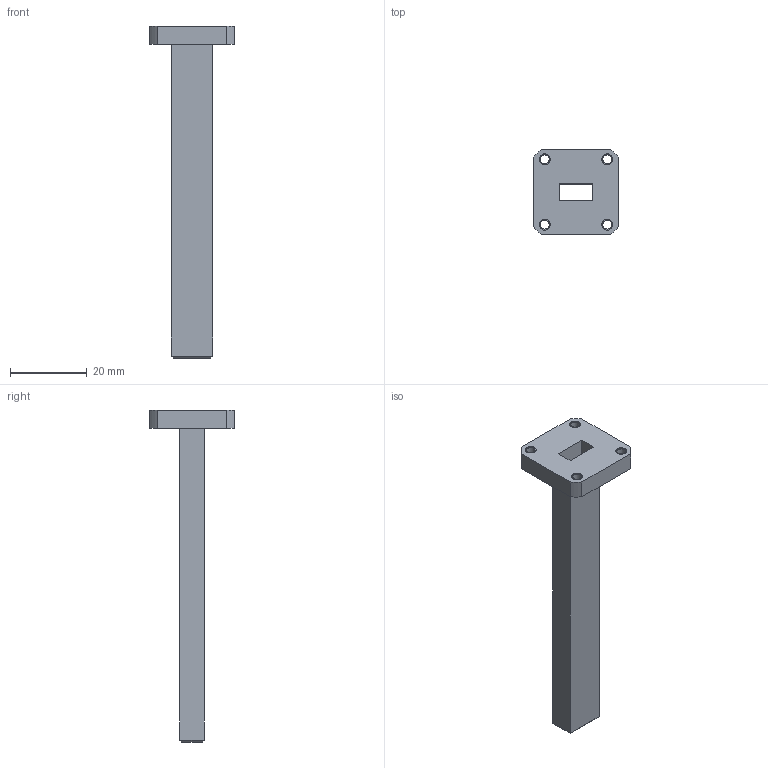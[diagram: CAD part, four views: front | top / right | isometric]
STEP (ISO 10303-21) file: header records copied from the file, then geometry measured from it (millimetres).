
FILE_DESCRIPTION (( 'STEP AP203' ), '1' );
FILE_NAME ('PEWAN1132 ¦ FMWAN1132_3D.step', '2021-11-11T17:32:16', ( '' ), ( '' ), 'SwSTEP 2.0', 'SolidWorks 2021', '' );
FILE_SCHEMA (( 'CONFIG_CONTROL_DESIGN' ));
Length unit declared in the file: inch
Products named in the file (1): PEWAN1132 ｦ FMWAN1132_3D
Bounding box: 22.23 x 22.23 x 86.36 mm (x, y, z)
Volume: 4531.2 mm3; surface area: 6404.3 mm2
Topology: 1 solids, 1 shells, 43 faces, 96 edges, 64 vertices
Faces by surface type: plane 27, cylinder 16
Full cylindrical faces by diameter (mm): 2.261 x4, 2.845 x8
Entity records: 1205 total; most frequent: DIRECTION 200, CARTESIAN_POINT 184, ORIENTED_EDGE 160, EDGE_CURVE 80, AXIS2_PLACEMENT_3D 76, EDGE_LOOP 74, VERTEX_POINT 60, FACE_OUTER_BOUND 55
